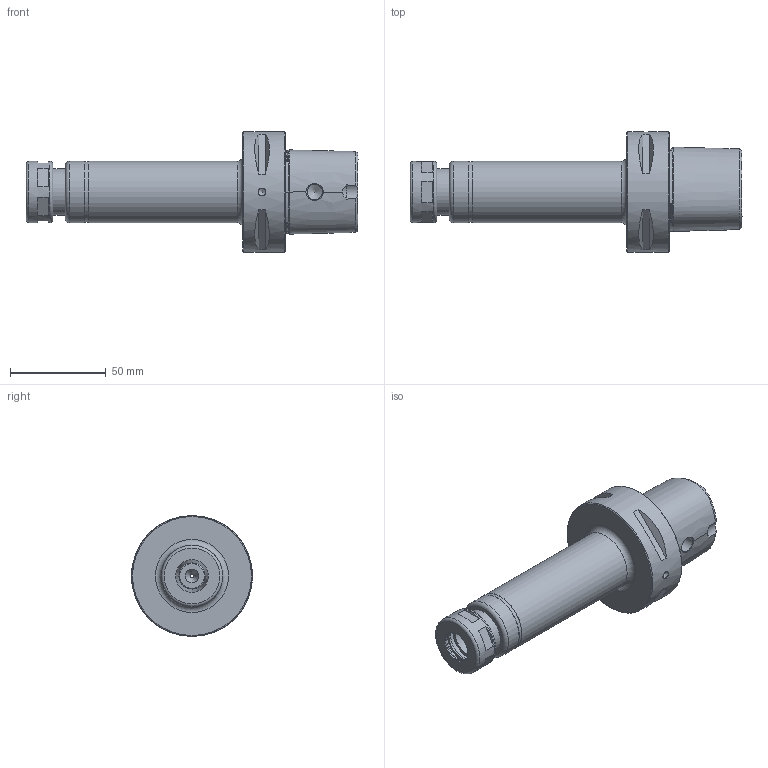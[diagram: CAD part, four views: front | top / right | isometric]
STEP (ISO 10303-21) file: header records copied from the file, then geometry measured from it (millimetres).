
FILE_DESCRIPTION((''),'2;1');
FILE_NAME('670000612135-3D.stp','2021-02-01T10:26:45',('nttooll'),(''),'Autodesk Inventor 2012','Autodesk Inventor 2012','');
FILE_SCHEMA(('AUTOMOTIVE_DESIGN { 1 0 10303 214 1 1 1 1 }'));
Length unit declared in the file: millimetre
Products named in the file (1): 670000612135-3D
Bounding box: 173 x 63 x 63 mm (x, y, z)
Volume: 163771.8 mm3; surface area: 38362.6 mm2
Topology: 2 solids, 2 shells, 143 faces, 295 edges, 181 vertices
Faces by surface type: plane 59, cylinder 36, cone 24, torus 12, bspline 12
Full cylindrical faces by diameter (mm): 2 x1, 4 x1, 4.5 x1, 5 x1, 8 x2, 8.1 x3, 9.57 x1, 12.8 x2, 12.9 x1, 13.3 x1, 14 x2, 14.5 x1, 17 x1, 18.2 x2, 20 x1, 20.5 x1, 24 x2, 28 x2, 31.6 x1, 32 x4, 63 x1
Entity records: 7065 total; most frequent: CARTESIAN_POINT 4375, DIRECTION 550, ORIENTED_EDGE 430, AXIS2_PLACEMENT_3D 249, EDGE_LOOP 244, EDGE_CURVE 215, VERTEX_POINT 168, FACE_OUTER_BOUND 143
